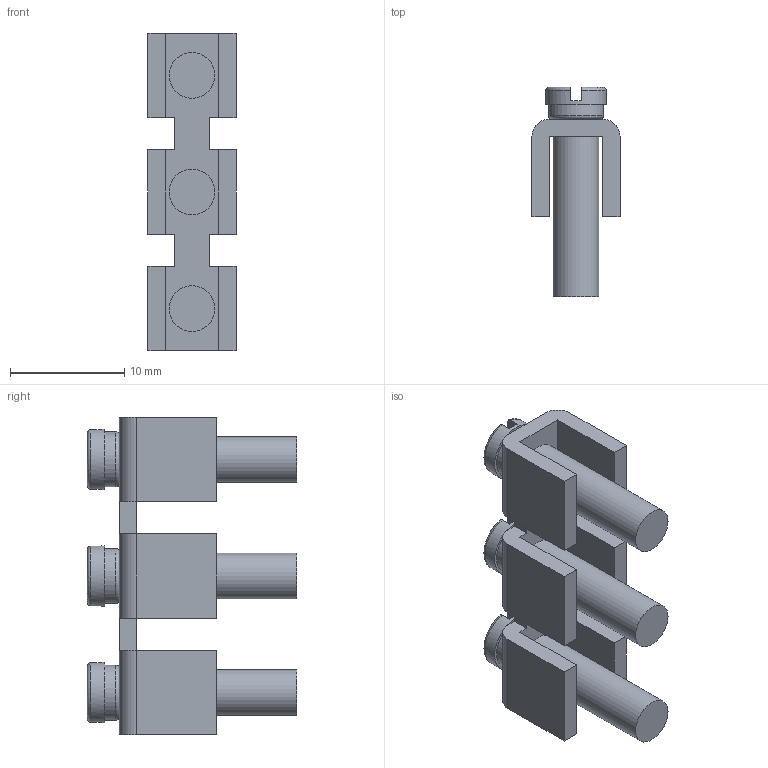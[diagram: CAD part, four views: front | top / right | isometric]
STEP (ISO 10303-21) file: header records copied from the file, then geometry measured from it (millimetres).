
FILE_DESCRIPTION(/* description */ (''),/* implementation_level */ '2;1');
FILE_NAME(/* name */ 'CQ3-10.stp',/* time_stamp */ '2024-02-28T15:24:14+08:00',/* author */ (''),/* organization */ (''),/* preprocessor_version */ 'ST-DEVELOPER v16.7',/* originating_system */ 'SIEMENS PLM Software NX 12.0',/* authorisation */ '');
FILE_SCHEMA (('AP203_CONFIGURATION_CONTROLLED_3D_DESIGN_OF_MECHANICAL_PARTS_AND_ASSEMBLIES_MIM_LF { 1 0 10303 403 2 1 2}'));
Length unit declared in the file: millimetre
Products named in the file (1): CQ3-10
Bounding box: 7.7 x 18.3 x 27.8 mm (x, y, z)
Volume: 1403.3 mm3; surface area: 1952.7 mm2
Topology: 1 solids, 4 shells, 91 faces, 225 edges, 151 vertices
Faces by surface type: plane 61, cylinder 15, torus 9, bspline 6
Full cylindrical faces by diameter (mm): 4 x3, 4.8 x3, 5.3 x3
Entity records: 5449 total; most frequent: CARTESIAN_POINT 3321, ORIENTED_EDGE 408, DIRECTION 397, EDGE_CURVE 204, VERTEX_POINT 142, AXIS2_PLACEMENT_3D 134, LINE 129, VECTOR 129
